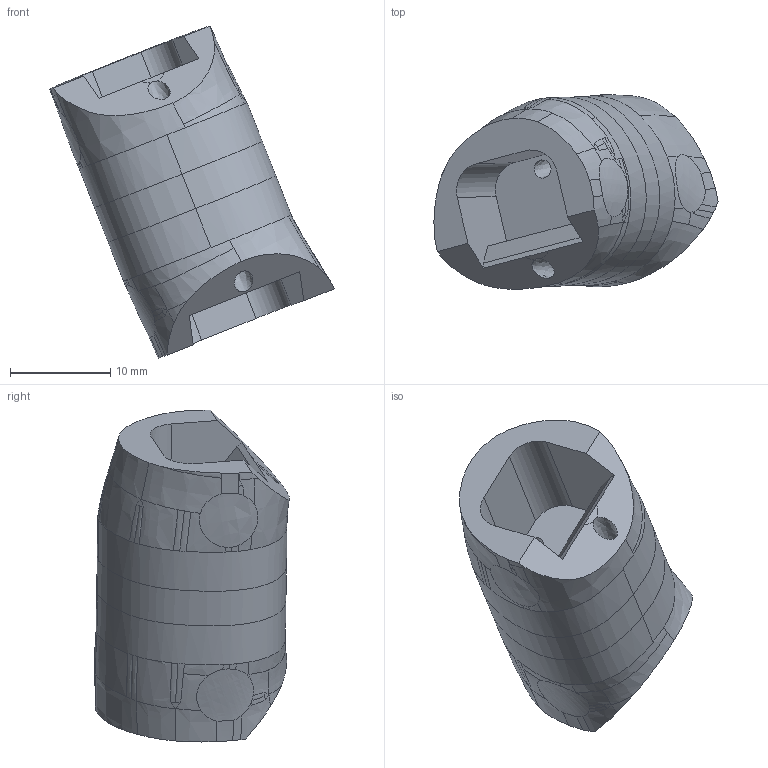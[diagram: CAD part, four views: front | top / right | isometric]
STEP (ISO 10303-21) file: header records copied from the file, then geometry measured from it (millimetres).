
FILE_DESCRIPTION(/* description */ (''),/* implementation_level */ '2;1');
FILE_NAME(/* name */ 'Finger 5B.step',/* time_stamp */ '2025-04-19T08:15:24+02:00',/* author */ (''),/* organization */ (''),/* preprocessor_version */ 'ST-DEVELOPER v20.1',/* originating_system */ 'Autodesk Translation Framework v14.4.0.0',/* authorisation */ '');
FILE_SCHEMA (('AUTOMOTIVE_DESIGN { 1 0 10303 214 3 1 1 }'));
Products named in the file (1): Finger 5B
Bounding box: 28.33 x 19.42 x 33.09 mm (x, y, z)
Volume: 4961.1 mm3; surface area: 2996.1 mm2
Topology: 1 solids, 1 shells, 154 faces, 440 edges, 288 vertices
Faces by surface type: bspline 121, plane 25, cylinder 8
Full cylindrical faces by diameter (mm): 2 x1
Entity records: 38439 total; most frequent: CARTESIAN_POINT 35338, ORIENTED_EDGE 880, EDGE_CURVE 440, B_SPLINE_CURVE_WITH_KNOTS 312, VERTEX_POINT 288, DIRECTION 230, EDGE_LOOP 158, FACE_OUTER_BOUND 154
